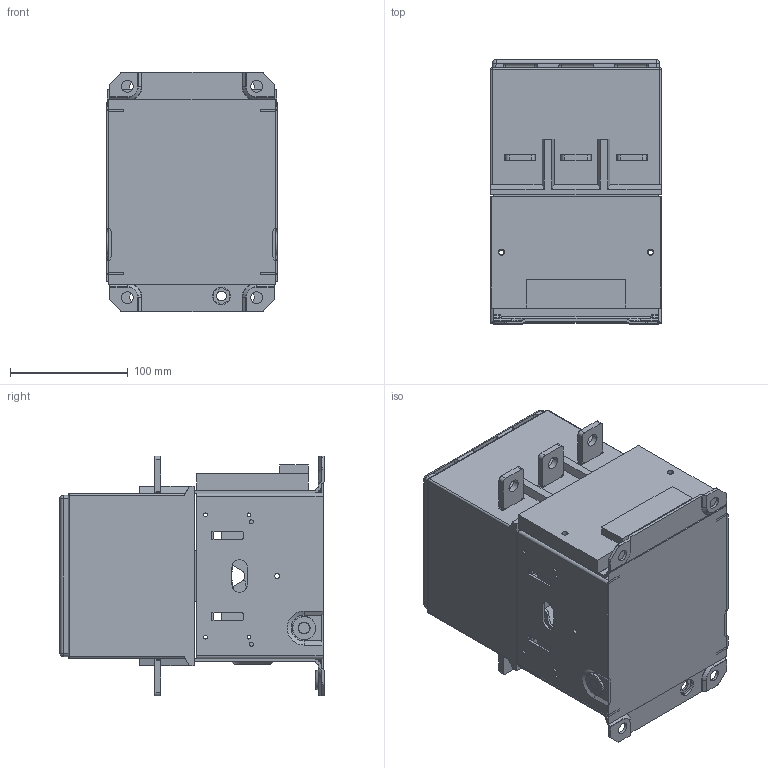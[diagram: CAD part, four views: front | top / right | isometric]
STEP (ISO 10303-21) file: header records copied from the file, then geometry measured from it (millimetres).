
FILE_DESCRIPTION(/* description */ (''),/* implementation_level */ '2;1');
FILE_NAME(/* name */ 'B250-400 3P_CATALOG.stp',/* time_stamp */ '2020-06-17T07:44:29+02:00',/* author */ (''),/* organization */ (''),/* preprocessor_version */ 'ST-DEVELOPER v16',/* originating_system */ 'SIEMENS PLM Software NX 10.0',/* authorisation */ '');
FILE_SCHEMA (('CONFIG_CONTROL_DESIGN'));
Length unit declared in the file: millimetre
Products named in the file (1): B250-400 3P_CATALOG
Bounding box: 145.4 x 225 x 204 mm (x, y, z)
Surface area: 411687.2 mm2 (no closed solid volume)
Topology: 0 solids, 26 shells, 633 faces, 2377 edges, 1736 vertices
Faces by surface type: plane 302, cylinder 238, torus 34, cone 25, bspline 24, sphere 10
Full cylindrical faces by diameter (mm): 3.242 x8, 3.4 x4, 3.6 x2, 4 x4, 4.134 x6, 5.2 x2, 5.3 x6, 6 x4, 6.6 x1, 8.4 x3, 8.8 x1, 10 x5, 10.1 x4, 11 x6, 15.127 x1, 20 x4
Entity records: 26199 total; most frequent: CARTESIAN_POINT 5871, DIRECTION 4283, ORIENTED_EDGE 3625, EDGE_CURVE 2278, VERTEX_POINT 1718, AXIS2_PLACEMENT_3D 1469, LINE 1345, VECTOR 1345
